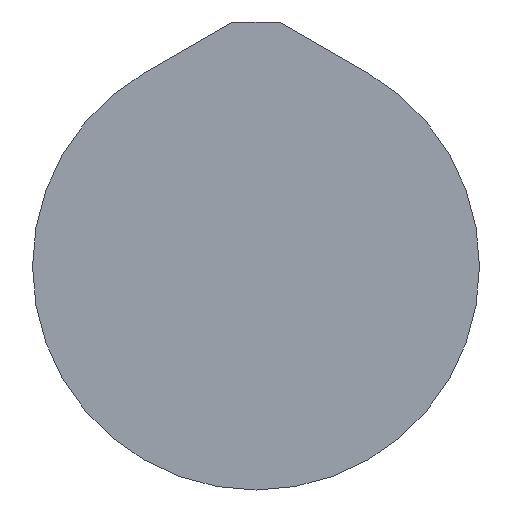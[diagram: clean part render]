
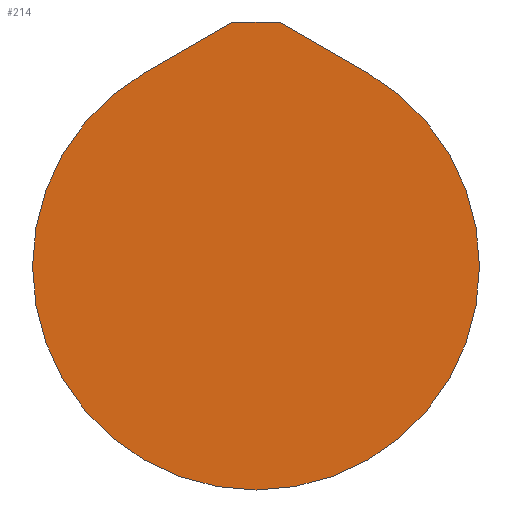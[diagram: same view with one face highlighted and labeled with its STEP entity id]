
A CAD part, front view. The second image highlights one B-rep face of the part: STEP entity #214.
In plain terms, the highlighted planar face has unit normal (0, -1, 0).
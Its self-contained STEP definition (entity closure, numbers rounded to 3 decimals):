
#43 = PLANE('',#44);
#44 = AXIS2_PLACEMENT_3D('',#45,#46,#47);
#45 = CARTESIAN_POINT('',(-3.725,-3.2,19.325));
#46 = DIRECTION('',(0.,0.,1.));
#47 = DIRECTION('',(1.,0.,0.));
#70 = PLANE('',#71);
#71 = AXIS2_PLACEMENT_3D('',#72,#73,#74);
#72 = CARTESIAN_POINT('',(-4.368,-3.2,19.083));
#73 = DIRECTION('',(-0.5,0.,0.866));
#74 = DIRECTION('',(0.866,0.,0.5));
#103 = CYLINDRICAL_SURFACE('',#104,2.125);
#104 = AXIS2_PLACEMENT_3D('',#105,#106,#107);
#105 = CARTESIAN_POINT('',(-3.725,-54.7,17.));
#106 = DIRECTION('',(0.,1.,0.));
#107 = DIRECTION('',(0.,0.,-1.));
#128 = PLANE('',#129);
#129 = AXIS2_PLACEMENT_3D('',#130,#131,#132);
#130 = CARTESIAN_POINT('',(-3.082,-3.2,19.083));
#131 = DIRECTION('',(0.5,0.,0.866));
#132 = DIRECTION('',(0.866,0.,-0.5));
#145 = VERTEX_POINT('',#146);
#146 = CARTESIAN_POINT('',(-3.948,-15.2,19.325));
#167 = EDGE_CURVE('',#168,#145,#170,.T.);
#168 = VERTEX_POINT('',#169);
#169 = CARTESIAN_POINT('',(-3.502,-15.2,19.325));
#170 = SURFACE_CURVE('',#171,(#175,#182),.PCURVE_S1.);
#171 = LINE('',#172,#173);
#172 = CARTESIAN_POINT('',(-3.824,-15.2,19.325));
#173 = VECTOR('',#174,1.);
#174 = DIRECTION('',(-1.,0.,0.));
#175 = PCURVE('',#43,#176);
#176 = DEFINITIONAL_REPRESENTATION('',(#177),#181);
#177 = LINE('',#178,#179);
#178 = CARTESIAN_POINT('',(-0.099,-12.));
#179 = VECTOR('',#180,1.);
#180 = DIRECTION('',(-1.,0.));
#181 = ( GEOMETRIC_REPRESENTATION_CONTEXT(2) 
PARAMETRIC_REPRESENTATION_CONTEXT() REPRESENTATION_CONTEXT('2D SPACE',''
  ) );
#182 = PCURVE('',#183,#188);
#183 = PLANE('',#184);
#184 = AXIS2_PLACEMENT_3D('',#185,#186,#187);
#185 = CARTESIAN_POINT('',(-3.7,-15.2,17.));
#186 = DIRECTION('',(0.,-1.,0.));
#187 = DIRECTION('',(1.,0.,0.));
#188 = DEFINITIONAL_REPRESENTATION('',(#189),#192);
#189 = B_SPLINE_CURVE_WITH_KNOTS('',1,(#190,#191),.UNSPECIFIED.,.F.,.F.,
  (2,2),(-0.367,0.169),.PIECEWISE_BEZIER_KNOTS.);
#190 = CARTESIAN_POINT('',(0.243,2.325));
#191 = CARTESIAN_POINT('',(-0.293,2.325));
#192 = ( GEOMETRIC_REPRESENTATION_CONTEXT(2) 
PARAMETRIC_REPRESENTATION_CONTEXT() REPRESENTATION_CONTEXT('2D SPACE',''
  ) );
#214 = ADVANCED_FACE('',(#215),#183,.T.);
#215 = FACE_BOUND('',#216,.T.);
#216 = EDGE_LOOP('',(#217,#218,#240,#268));
#217 = ORIENTED_EDGE('',*,*,#167,.T.);
#218 = ORIENTED_EDGE('',*,*,#219,.T.);
#219 = EDGE_CURVE('',#145,#220,#222,.T.);
#220 = VERTEX_POINT('',#221);
#221 = CARTESIAN_POINT('',(-4.788,-15.2,18.84));
#222 = SURFACE_CURVE('',#223,(#227,#233),.PCURVE_S1.);
#223 = LINE('',#224,#225);
#224 = CARTESIAN_POINT('',(-4.778,-15.2,18.846));
#225 = VECTOR('',#226,1.);
#226 = DIRECTION('',(-0.866,0.,-0.5));
#227 = PCURVE('',#183,#228);
#228 = DEFINITIONAL_REPRESENTATION('',(#229),#232);
#229 = B_SPLINE_CURVE_WITH_KNOTS('',1,(#230,#231),.UNSPECIFIED.,.F.,.F.,
  (2,2),(-1.056,0.108),.PIECEWISE_BEZIER_KNOTS.);
#230 = CARTESIAN_POINT('',(-0.164,2.373));
#231 = CARTESIAN_POINT('',(-1.171,1.792));
#232 = ( GEOMETRIC_REPRESENTATION_CONTEXT(2) 
PARAMETRIC_REPRESENTATION_CONTEXT() REPRESENTATION_CONTEXT('2D SPACE',''
  ) );
#233 = PCURVE('',#70,#234);
#234 = DEFINITIONAL_REPRESENTATION('',(#235),#239);
#235 = LINE('',#236,#237);
#236 = CARTESIAN_POINT('',(-0.474,-12.));
#237 = VECTOR('',#238,1.);
#238 = DIRECTION('',(-1.,0.));
#239 = ( GEOMETRIC_REPRESENTATION_CONTEXT(2) 
PARAMETRIC_REPRESENTATION_CONTEXT() REPRESENTATION_CONTEXT('2D SPACE',''
  ) );
#240 = ORIENTED_EDGE('',*,*,#241,.F.);
#241 = EDGE_CURVE('',#242,#220,#244,.T.);
#242 = VERTEX_POINT('',#243);
#243 = CARTESIAN_POINT('',(-2.663,-15.2,18.84));
#244 = SURFACE_CURVE('',#245,(#250,#261),.PCURVE_S1.);
#245 = CIRCLE('',#246,2.125);
#246 = AXIS2_PLACEMENT_3D('',#247,#248,#249);
#247 = CARTESIAN_POINT('',(-3.725,-15.2,17.));
#248 = DIRECTION('',(0.,1.,0.));
#249 = DIRECTION('',(0.,0.,-1.));
#250 = PCURVE('',#183,#251);
#251 = DEFINITIONAL_REPRESENTATION('',(#252),#260);
#252 = ( BOUNDED_CURVE() B_SPLINE_CURVE(2,(#253,#254,#255,#256,#257,#258
,#259),.UNSPECIFIED.,.T.,.F.) B_SPLINE_CURVE_WITH_KNOTS((1,2,2,2,2,1),(
    -2.094,0.,2.094,4.189,6.283,
8.378),.UNSPECIFIED.) CURVE() GEOMETRIC_REPRESENTATION_ITEM() 
RATIONAL_B_SPLINE_CURVE((1.,0.5,1.,0.5,1.,0.5,1.)) REPRESENTATION_ITEM(
  '') );
#253 = CARTESIAN_POINT('',(-0.025,-2.125));
#254 = CARTESIAN_POINT('',(-3.706,-2.125));
#255 = CARTESIAN_POINT('',(-1.865,1.063));
#256 = CARTESIAN_POINT('',(-0.025,4.25));
#257 = CARTESIAN_POINT('',(1.815,1.063));
#258 = CARTESIAN_POINT('',(3.656,-2.125));
#259 = CARTESIAN_POINT('',(-0.025,-2.125));
#260 = ( GEOMETRIC_REPRESENTATION_CONTEXT(2) 
PARAMETRIC_REPRESENTATION_CONTEXT() REPRESENTATION_CONTEXT('2D SPACE',''
  ) );
#261 = PCURVE('',#103,#262);
#262 = DEFINITIONAL_REPRESENTATION('',(#263),#267);
#263 = LINE('',#264,#265);
#264 = CARTESIAN_POINT('',(-6.283,39.5));
#265 = VECTOR('',#266,1.);
#266 = DIRECTION('',(1.,0.));
#267 = ( GEOMETRIC_REPRESENTATION_CONTEXT(2) 
PARAMETRIC_REPRESENTATION_CONTEXT() REPRESENTATION_CONTEXT('2D SPACE',''
  ) );
#268 = ORIENTED_EDGE('',*,*,#269,.T.);
#269 = EDGE_CURVE('',#242,#168,#270,.T.);
#270 = SURFACE_CURVE('',#271,(#275,#281),.PCURVE_S1.);
#271 = LINE('',#272,#273);
#272 = CARTESIAN_POINT('',(-3.073,-15.2,19.077));
#273 = VECTOR('',#274,1.);
#274 = DIRECTION('',(-0.866,0.,0.5));
#275 = PCURVE('',#183,#276);
#276 = DEFINITIONAL_REPRESENTATION('',(#277),#280);
#277 = B_SPLINE_CURVE_WITH_KNOTS('',1,(#278,#279),.UNSPECIFIED.,.F.,.F.,
  (2,2),(-0.571,0.592),.PIECEWISE_BEZIER_KNOTS.);
#278 = CARTESIAN_POINT('',(1.121,1.792));
#279 = CARTESIAN_POINT('',(0.114,2.373));
#280 = ( GEOMETRIC_REPRESENTATION_CONTEXT(2) 
PARAMETRIC_REPRESENTATION_CONTEXT() REPRESENTATION_CONTEXT('2D SPACE',''
  ) );
#281 = PCURVE('',#128,#282);
#282 = DEFINITIONAL_REPRESENTATION('',(#283),#287);
#283 = LINE('',#284,#285);
#284 = CARTESIAN_POINT('',(0.011,-12.));
#285 = VECTOR('',#286,1.);
#286 = DIRECTION('',(-1.,0.));
#287 = ( GEOMETRIC_REPRESENTATION_CONTEXT(2) 
PARAMETRIC_REPRESENTATION_CONTEXT() REPRESENTATION_CONTEXT('2D SPACE',''
  ) );
